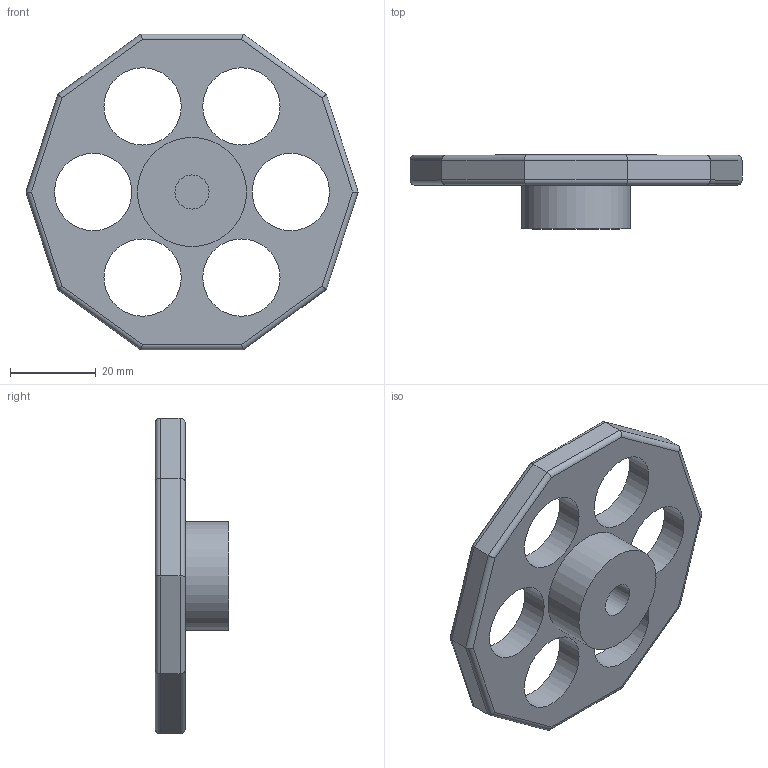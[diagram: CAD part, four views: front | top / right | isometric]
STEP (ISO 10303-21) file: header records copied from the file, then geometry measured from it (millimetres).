
FILE_DESCRIPTION(/* description */ (''),/* implementation_level */ '2;1');
FILE_NAME(/* name */ 'Tensile_test_OV-PAM_n_10_top.stp',/* time_stamp */ '2023-09-04T14:23:57+09:00',/* author */ ('jsw'),/* organization */ (''),/* preprocessor_version */ 'ST-DEVELOPER v19.2',/* originating_system */ 'Autodesk Inventor 2024',/* authorisation */ '');
FILE_SCHEMA (('AUTOMOTIVE_DESIGN { 1 0 10303 214 3 1 1 }'));
Length unit declared in the file: millimetre
Products named in the file (1): OV-PAM_n_10_bottom
Bounding box: 77.28 x 17.16 x 73.5 mm (x, y, z)
Volume: 22770.6 mm3; surface area: 10786.4 mm2
Topology: 1 solids, 1 shells, 64 faces, 154 edges, 96 vertices
Faces by surface type: plane 36, cylinder 28
Full cylindrical faces by diameter (mm): 7.938 x1, 18 x6, 25.4 x1
Entity records: 1901 total; most frequent: DIRECTION 320, CARTESIAN_POINT 315, ORIENTED_EDGE 308, EDGE_CURVE 154, LINE 118, VECTOR 118, AXIS2_PLACEMENT_3D 101, VERTEX_POINT 96
